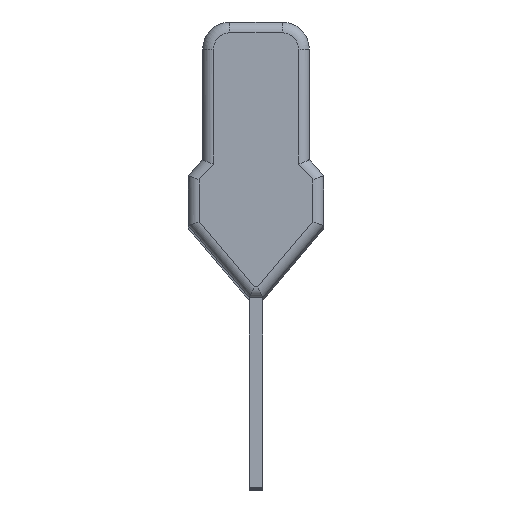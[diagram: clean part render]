
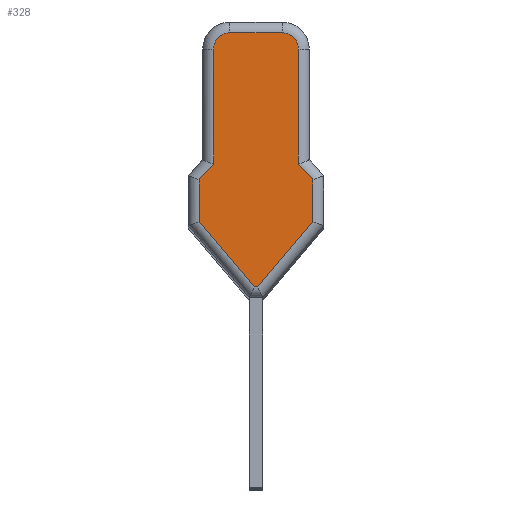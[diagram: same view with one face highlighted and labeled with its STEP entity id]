
A CAD part, top view. The second image highlights one B-rep face of the part: STEP entity #328.
In plain terms, the highlighted planar face has unit normal (0, 0, 1).
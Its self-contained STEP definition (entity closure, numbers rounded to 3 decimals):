
#328=ADVANCED_FACE('',(#1060),#1062,.T.);
#1060=FACE_BOUND('',#1061,.T.);
#1061=EDGE_LOOP('',(#1569,#1570,#1571,#1572,#1573,#1574,#1575,#1576,#1577,#1578,
#1579,#1580));
#1062=PLANE('',#1063);
#1063=AXIS2_PLACEMENT_3D('',#1064,#1065,#1066);
#1064=CARTESIAN_POINT('',(0.,0.,25.4));
#1065=DIRECTION('',(0.,0.,1.));
#1066=DIRECTION('',(1.,0.,0.));
#1569=ORIENTED_EDGE('',*,*,#1826,.T.);
#1570=ORIENTED_EDGE('',*,*,#1850,.T.);
#1571=ORIENTED_EDGE('',*,*,#1854,.T.);
#1572=ORIENTED_EDGE('',*,*,#1855,.T.);
#1573=ORIENTED_EDGE('',*,*,#1856,.T.);
#1574=ORIENTED_EDGE('',*,*,#1857,.T.);
#1575=ORIENTED_EDGE('',*,*,#1858,.T.);
#1576=ORIENTED_EDGE('',*,*,#1859,.T.);
#1577=ORIENTED_EDGE('',*,*,#1860,.T.);
#1578=ORIENTED_EDGE('',*,*,#1861,.T.);
#1579=ORIENTED_EDGE('',*,*,#1832,.T.);
#1580=ORIENTED_EDGE('',*,*,#1830,.T.);
#1826=EDGE_CURVE('',#2143,#2141,#2144,.T.);
#1830=EDGE_CURVE('',#2149,#2143,#2150,.T.);
#1832=EDGE_CURVE('',#2152,#2149,#2153,.T.);
#1850=EDGE_CURVE('',#2141,#2181,#2183,.T.);
#1854=EDGE_CURVE('',#2181,#2189,#2190,.T.);
#1855=EDGE_CURVE('',#2189,#2191,#2192,.T.);
#1856=EDGE_CURVE('',#2191,#2193,#2194,.T.);
#1857=EDGE_CURVE('',#2193,#2195,#2196,.T.);
#1858=EDGE_CURVE('',#2195,#2197,#2198,.T.);
#1859=EDGE_CURVE('',#2197,#2199,#2200,.T.);
#1860=EDGE_CURVE('',#2199,#2201,#2202,.T.);
#1861=EDGE_CURVE('',#2201,#2152,#2203,.T.);
#2141=VERTEX_POINT('',#2807);
#2143=VERTEX_POINT('',#2812);
#2144=LINE('',#2813,#2814);
#2149=VERTEX_POINT('',#2828);
#2150=LINE('',#2829,#2830);
#2152=VERTEX_POINT('',#2836);
#2153=LINE('',#2837,#2838);
#2181=VERTEX_POINT('',#2904);
#2183=LINE('',#2909,#2910);
#2189=VERTEX_POINT('',#2923);
#2190=LINE('',#2924,#2925);
#2191=VERTEX_POINT('',#2927);
#2192=LINE('',#2928,#2929);
#2193=VERTEX_POINT('',#2931);
#2194=CIRCLE('',#2932,0.3);
#2195=VERTEX_POINT('',#2936);
#2196=LINE('',#2937,#2938);
#2197=VERTEX_POINT('',#2940);
#2198=CIRCLE('',#2941,0.3);
#2199=VERTEX_POINT('',#2945);
#2200=LINE('',#2946,#2947);
#2201=VERTEX_POINT('',#2949);
#2202=LINE('',#2950,#2951);
#2203=LINE('',#2953,#2954);
#2807=CARTESIAN_POINT('',(1.05,1.401,25.4));
#2812=CARTESIAN_POINT('',(0.032,0.2,25.4));
#2813=CARTESIAN_POINT('',(0.032,0.2,25.4));
#2814=VECTOR('',#2815,1.);
#2815=DIRECTION('',(0.646,0.763,0.));
#2828=CARTESIAN_POINT('',(-0.032,0.2,25.4));
#2829=CARTESIAN_POINT('',(-0.032,0.2,25.4));
#2830=VECTOR('',#2831,1.);
#2831=DIRECTION('',(1.,0.,0.));
#2836=CARTESIAN_POINT('',(-1.05,1.401,25.4));
#2837=CARTESIAN_POINT('',(-1.05,1.401,25.4));
#2838=VECTOR('',#2839,1.);
#2839=DIRECTION('',(0.646,-0.763,0.));
#2904=CARTESIAN_POINT('',(1.05,2.17,25.4));
#2909=CARTESIAN_POINT('',(1.05,1.401,25.4));
#2910=VECTOR('',#2911,1.);
#2911=DIRECTION('',(0.,1.,0.));
#2923=CARTESIAN_POINT('',(0.782,2.462,25.4));
#2924=CARTESIAN_POINT('',(1.05,2.17,25.4));
#2925=VECTOR('',#2926,1.);
#2926=DIRECTION('',(-0.676,0.737,0.));
#2927=CARTESIAN_POINT('',(0.782,4.58,25.4));
#2928=CARTESIAN_POINT('',(0.782,2.462,25.4));
#2929=VECTOR('',#2930,1.);
#2930=DIRECTION('',(0.,1.,0.));
#2931=CARTESIAN_POINT('',(0.482,4.88,25.4));
#2932=AXIS2_PLACEMENT_3D('',#2933,#2934,#2935);
#2933=CARTESIAN_POINT('',(0.482,4.58,25.4));
#2934=DIRECTION('',(0.,0.,1.));
#2935=DIRECTION('',(1.,0.,0.));
#2936=CARTESIAN_POINT('',(-0.482,4.88,25.4));
#2937=CARTESIAN_POINT('',(0.482,4.88,25.4));
#2938=VECTOR('',#2939,1.);
#2939=DIRECTION('',(-1.,0.,0.));
#2940=CARTESIAN_POINT('',(-0.782,4.58,25.4));
#2941=AXIS2_PLACEMENT_3D('',#2942,#2943,#2944);
#2942=CARTESIAN_POINT('',(-0.482,4.58,25.4));
#2943=DIRECTION('',(0.,-0.,1.));
#2944=DIRECTION('',(0.,1.,0.));
#2945=CARTESIAN_POINT('',(-0.782,2.462,25.4));
#2946=CARTESIAN_POINT('',(-0.782,4.58,25.4));
#2947=VECTOR('',#2948,1.);
#2948=DIRECTION('',(0.,-1.,0.));
#2949=CARTESIAN_POINT('',(-1.05,2.17,25.4));
#2950=CARTESIAN_POINT('',(-0.782,2.462,25.4));
#2951=VECTOR('',#2952,1.);
#2952=DIRECTION('',(-0.676,-0.737,0.));
#2953=CARTESIAN_POINT('',(-1.05,2.17,25.4));
#2954=VECTOR('',#2955,1.);
#2955=DIRECTION('',(0.,-1.,0.));
